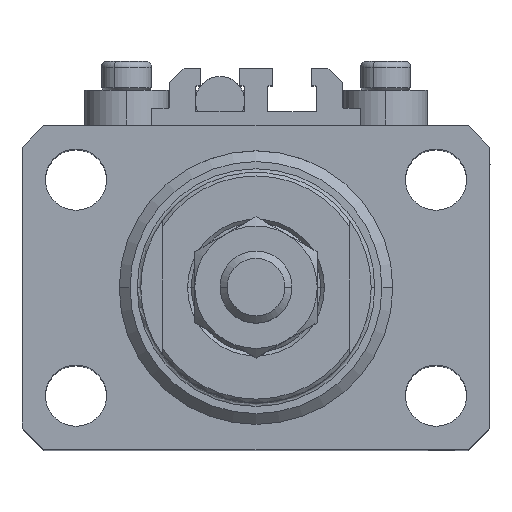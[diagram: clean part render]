
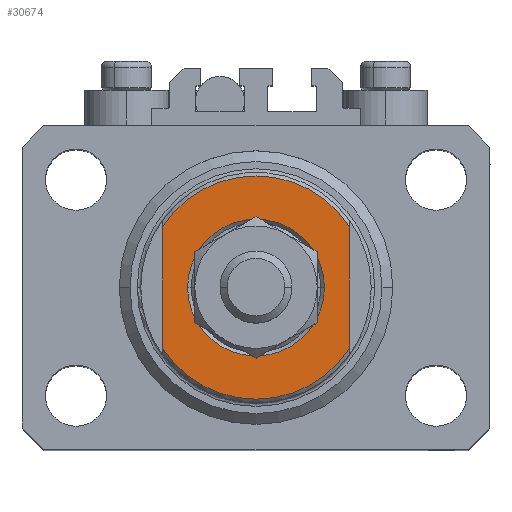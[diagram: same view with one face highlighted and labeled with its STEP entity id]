
A CAD part, top view. The second image highlights one B-rep face of the part: STEP entity #30674.
In plain terms, the highlighted face is planar.
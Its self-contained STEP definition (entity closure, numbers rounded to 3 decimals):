
#107 = CIRCLE ( 'NONE', #23386, 15.5 ) ;
#213 = EDGE_CURVE ( 'NONE', #32654, #45070, #24657, .T. ) ;
#1452 = ORIENTED_EDGE ( 'NONE', *, *, #28869, .T. ) ;
#1749 = CARTESIAN_POINT ( 'NONE',  ( 13., -43.081, -6.5 ) ) ;
#1814 = DIRECTION ( 'NONE',  ( 0., 0., -1. ) ) ;
#1994 = DIRECTION ( 'NONE',  ( 0., -1., 0. ) ) ;
#2159 = AXIS2_PLACEMENT_3D ( 'NONE', #21964, #21716, #25997 ) ;
#3084 = ORIENTED_EDGE ( 'NONE', *, *, #213, .T. ) ;
#3100 = ORIENTED_EDGE ( 'NONE', *, *, #11733, .T. ) ;
#3350 = VERTEX_POINT ( 'NONE', #43456 ) ;
#3539 = EDGE_LOOP ( 'NONE', ( #3100, #47170 ) ) ;
#4649 = CIRCLE ( 'NONE', #39241, 9.5 ) ;
#6086 = CARTESIAN_POINT ( 'NONE',  ( 0., 0., -6.5 ) ) ;
#8158 = DIRECTION ( 'NONE',  ( 0., 0., -1. ) ) ;
#8764 = VERTEX_POINT ( 'NONE', #13003 ) ;
#8867 = ORIENTED_EDGE ( 'NONE', *, *, #10265, .T. ) ;
#10265 = EDGE_CURVE ( 'NONE', #39538, #32654, #17411, .T. ) ;
#11733 = EDGE_CURVE ( 'NONE', #26080, #8764, #15859, .T. ) ;
#13003 = CARTESIAN_POINT ( 'NONE',  ( 9.5, 0., -6.5 ) ) ;
#13154 = DIRECTION ( 'NONE',  ( -1., 0., 0. ) ) ;
#13162 = CARTESIAN_POINT ( 'NONE',  ( 13., 8.441, -6.5 ) ) ;
#13227 = EDGE_CURVE ( 'NONE', #8764, #26080, #4649, .T. ) ;
#13400 = FACE_BOUND ( 'NONE', #3539, .T. ) ;
#15695 = DIRECTION ( 'NONE',  ( -1., 0., 0. ) ) ;
#15859 = CIRCLE ( 'NONE', #43245, 9.5 ) ;
#16510 = LINE ( 'NONE', #17013, #40213 ) ;
#17013 = CARTESIAN_POINT ( 'NONE',  ( -13., -43.081, -6.5 ) ) ;
#17349 = EDGE_LOOP ( 'NONE', ( #8867, #3084, #1452, #35071 ) ) ;
#17411 = CIRCLE ( 'NONE', #2159, 15.5 ) ;
#20436 = VECTOR ( 'NONE', #1994, 1000. ) ;
#21716 = DIRECTION ( 'NONE',  ( 0., 0., -1. ) ) ;
#21964 = CARTESIAN_POINT ( 'NONE',  ( 0., 0., -6.5 ) ) ;
#22067 = DIRECTION ( 'NONE',  ( -1., 0., 0. ) ) ;
#23386 = AXIS2_PLACEMENT_3D ( 'NONE', #39122, #8158, #15695 ) ;
#24261 = CARTESIAN_POINT ( 'NONE',  ( 13., -8.441, -6.5 ) ) ;
#24657 = LINE ( 'NONE', #1749, #20436 ) ;
#25997 = DIRECTION ( 'NONE',  ( -1., 0., 0. ) ) ;
#26080 = VERTEX_POINT ( 'NONE', #29507 ) ;
#28660 = DIRECTION ( 'NONE',  ( 0., 0., 1. ) ) ;
#28869 = EDGE_CURVE ( 'NONE', #45070, #3350, #107, .T. ) ;
#29507 = CARTESIAN_POINT ( 'NONE',  ( -9.5, 0., -6.5 ) ) ;
#30131 = CARTESIAN_POINT ( 'NONE',  ( -13., 8.441, -6.5 ) ) ;
#30674 = ADVANCED_FACE ( 'NONE', ( #13400, #47676 ), #47409, .T. ) ;
#30720 = AXIS2_PLACEMENT_3D ( 'NONE', #6086, #1814, #13154 ) ;
#30798 = DIRECTION ( 'NONE',  ( 0., 0., 1. ) ) ;
#32654 = VERTEX_POINT ( 'NONE', #13162 ) ;
#35071 = ORIENTED_EDGE ( 'NONE', *, *, #44827, .F. ) ;
#39122 = CARTESIAN_POINT ( 'NONE',  ( 0., 0., -6.5 ) ) ;
#39241 = AXIS2_PLACEMENT_3D ( 'NONE', #41232, #28660, #22067 ) ;
#39538 = VERTEX_POINT ( 'NONE', #30131 ) ;
#39694 = DIRECTION ( 'NONE',  ( 0., -1., 0. ) ) ;
#40213 = VECTOR ( 'NONE', #39694, 1000. ) ;
#41232 = CARTESIAN_POINT ( 'NONE',  ( 0., 0., -6.5 ) ) ;
#43245 = AXIS2_PLACEMENT_3D ( 'NONE', #46425, #30798, #49445 ) ;
#43456 = CARTESIAN_POINT ( 'NONE',  ( -13., -8.441, -6.5 ) ) ;
#44827 = EDGE_CURVE ( 'NONE', #39538, #3350, #16510, .T. ) ;
#45070 = VERTEX_POINT ( 'NONE', #24261 ) ;
#46425 = CARTESIAN_POINT ( 'NONE',  ( 0., 0., -6.5 ) ) ;
#47170 = ORIENTED_EDGE ( 'NONE', *, *, #13227, .T. ) ;
#47409 = PLANE ( 'NONE',  #30720 ) ;
#47676 = FACE_OUTER_BOUND ( 'NONE', #17349, .T. ) ;
#49445 = DIRECTION ( 'NONE',  ( -1., 0., 0. ) ) ;
